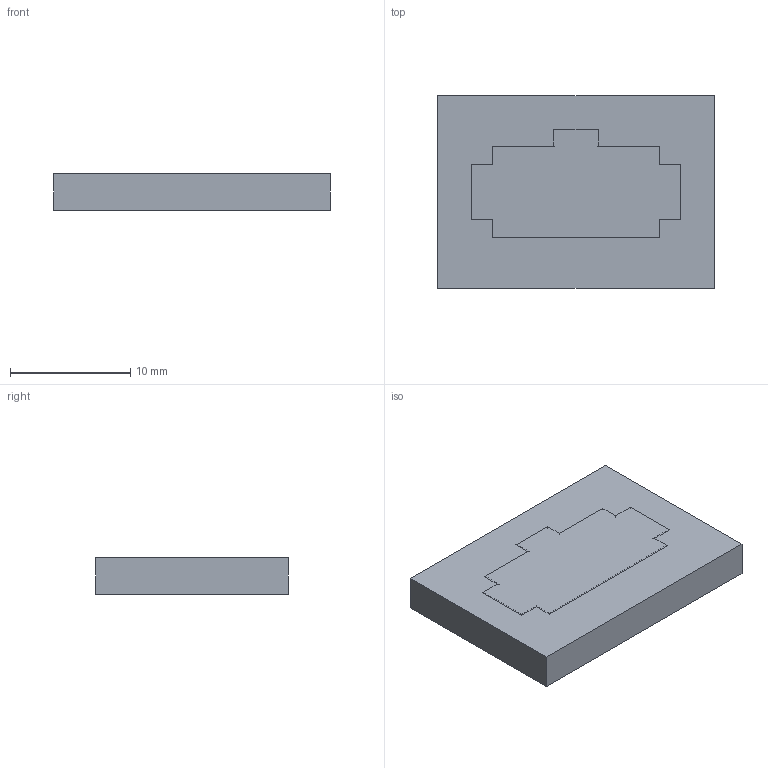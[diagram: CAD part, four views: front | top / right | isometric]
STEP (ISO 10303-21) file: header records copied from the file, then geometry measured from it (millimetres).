
FILE_DESCRIPTION(/* description */ (''),/* implementation_level */ '2;1');
FILE_NAME(/* name */ 'Parametric MicroFit Panel Mount Cutter_v1.step',/* time_stamp */ '2023-05-23T22:30:07-06:00',/* author */ (''),/* organization */ (''),/* preprocessor_version */ 'ST-DEVELOPER v19.2',/* originating_system */ 'Autodesk Translation Framework v12.4.0.73',/* authorisation */ '');
FILE_SCHEMA (('AUTOMOTIVE_DESIGN { 1 0 10303 214 3 1 1 }'));
Length unit declared in the file: millimetre
Products named in the file (3): Parametric MicroFit Panel Mount Cutter; TestPrint; Cutter
Assembly tree (2 placements, depth 2):
  Parametric MicroFit Panel Mount Cutter
    TestPrint
    Cutter
Bounding box: 23 x 16 x 3 mm (x, y, z)
Volume: 1104 mm3; surface area: 1572.4 mm2
Topology: 2 solids, 2 shells, 122 faces, 276 edges, 160 vertices
Faces by surface type: plane 90, cylinder 32
Entity records: 3365 total; most frequent: CARTESIAN_POINT 563, DIRECTION 562, ORIENTED_EDGE 552, EDGE_CURVE 276, LINE 244, VECTOR 244, VERTEX_POINT 160, AXIS2_PLACEMENT_3D 159
